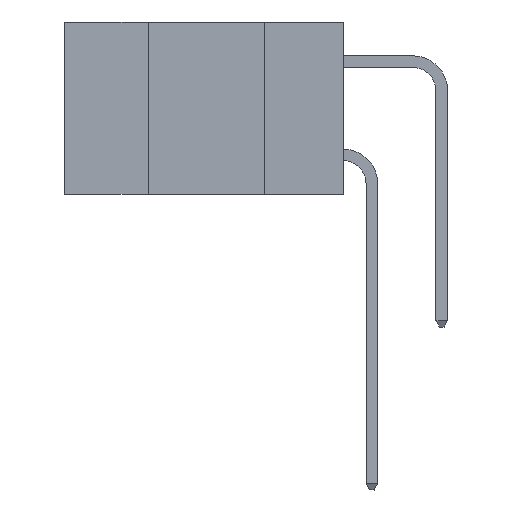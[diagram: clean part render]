
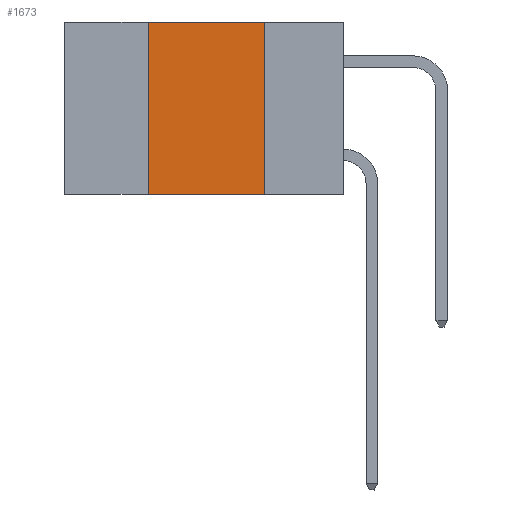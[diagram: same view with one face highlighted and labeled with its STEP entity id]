
A CAD part, left-side view. The second image highlights one B-rep face of the part: STEP entity #1673.
In plain terms, the highlighted planar face has unit normal (-1, 0, 0).
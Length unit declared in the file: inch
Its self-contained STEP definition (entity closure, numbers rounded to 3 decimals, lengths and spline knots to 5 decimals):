
#430 = CARTESIAN_POINT ( 'NONE',  ( 0., 0.17, -0.37 ) ) ;
#782 = DIRECTION ( 'NONE',  ( 0., 0., 1. ) ) ;
#1021 = VECTOR ( 'NONE', #782, 39.37008 ) ;
#1442 = VERTEX_POINT ( 'NONE', #430 ) ;
#1673 = ADVANCED_FACE ( 'NONE', ( #13514 ), #10008, .F. ) ;
#1817 = DIRECTION ( 'NONE',  ( 0., -1., 0. ) ) ;
#1902 = EDGE_CURVE ( 'NONE', #15940, #1442, #5957, .T. ) ;
#1950 = LINE ( 'NONE', #6318, #1021 ) ;
#2980 = DIRECTION ( 'NONE',  ( 0., 0., -1. ) ) ;
#3036 = VECTOR ( 'NONE', #2980, 39.37008 ) ;
#3141 = CARTESIAN_POINT ( 'NONE',  ( 0., 0.6, 0. ) ) ;
#3976 = ORIENTED_EDGE ( 'NONE', *, *, #11872, .F. ) ;
#4651 = ORIENTED_EDGE ( 'NONE', *, *, #11955, .F. ) ;
#5155 = EDGE_LOOP ( 'NONE', ( #9313, #3976, #4651, #13840 ) ) ;
#5595 = EDGE_CURVE ( 'NONE', #15025, #1442, #16740, .T. ) ;
#5957 = LINE ( 'NONE', #5966, #8022 ) ;
#5966 = CARTESIAN_POINT ( 'NONE',  ( 0., 0.6, -0.37 ) ) ;
#6318 = CARTESIAN_POINT ( 'NONE',  ( 0., 0.42, 0. ) ) ;
#8022 = VECTOR ( 'NONE', #16515, 39.37008 ) ;
#8053 = LINE ( 'NONE', #3141, #14890 ) ;
#8550 = CARTESIAN_POINT ( 'NONE',  ( 0., 0.6, 0. ) ) ;
#8821 = CARTESIAN_POINT ( 'NONE',  ( 0., 0.17, 0. ) ) ;
#9202 = VERTEX_POINT ( 'NONE', #9265 ) ;
#9265 = CARTESIAN_POINT ( 'NONE',  ( 0., 0.42, 0. ) ) ;
#9313 = ORIENTED_EDGE ( 'NONE', *, *, #5595, .F. ) ;
#10008 = PLANE ( 'NONE',  #15593 ) ;
#11393 = DIRECTION ( 'NONE',  ( 0., 0., -1. ) ) ;
#11621 = CARTESIAN_POINT ( 'NONE',  ( 0., 0.42, -0.37 ) ) ;
#11872 = EDGE_CURVE ( 'NONE', #9202, #15025, #8053, .T. ) ;
#11955 = EDGE_CURVE ( 'NONE', #15940, #9202, #1950, .T. ) ;
#12941 = DIRECTION ( 'NONE',  ( 1., 0., 0. ) ) ;
#13514 = FACE_OUTER_BOUND ( 'NONE', #5155, .T. ) ;
#13840 = ORIENTED_EDGE ( 'NONE', *, *, #1902, .T. ) ;
#14890 = VECTOR ( 'NONE', #1817, 39.37008 ) ;
#15025 = VERTEX_POINT ( 'NONE', #15519 ) ;
#15519 = CARTESIAN_POINT ( 'NONE',  ( 0., 0.17, 0. ) ) ;
#15593 = AXIS2_PLACEMENT_3D ( 'NONE', #8550, #12941, #11393 ) ;
#15940 = VERTEX_POINT ( 'NONE', #11621 ) ;
#16515 = DIRECTION ( 'NONE',  ( 0., -1., 0. ) ) ;
#16740 = LINE ( 'NONE', #8821, #3036 ) ;
